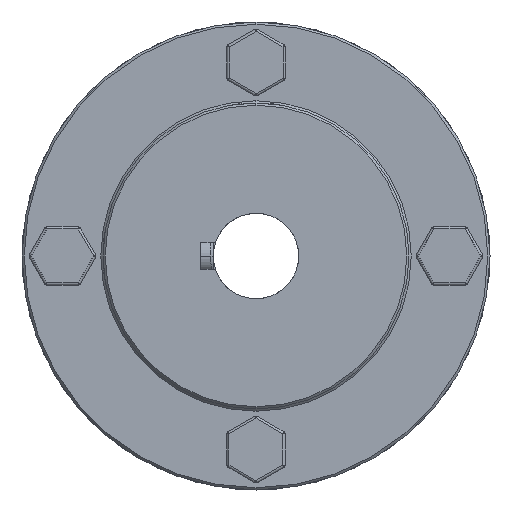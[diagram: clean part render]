
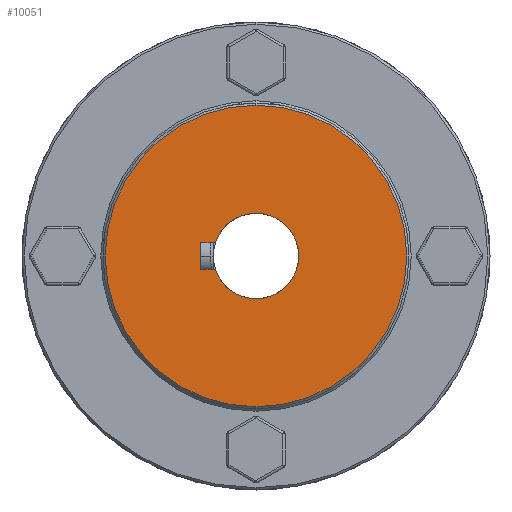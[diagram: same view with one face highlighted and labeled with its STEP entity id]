
A CAD part, left-side view. The second image highlights one B-rep face of the part: STEP entity #10051.
In plain terms, the highlighted planar face has unit normal (-1, 0, 0).
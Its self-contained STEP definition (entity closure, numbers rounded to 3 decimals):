
#203 = AXIS2_PLACEMENT_3D ( 'NONE', #1913, #1921, #1922 ) ;
#429 = AXIS2_PLACEMENT_3D ( 'NONE', #4293, #4303, #4304 ) ;
#438 = AXIS2_PLACEMENT_3D ( 'NONE', #4360, #4367, #4368 ) ;
#1504 = CIRCLE ( 'NONE', #203, 33.5 ) ;
#1913 = CARTESIAN_POINT ( 'NONE',  ( -40., 0., 0. ) ) ;
#1921 = DIRECTION ( 'NONE',  ( -1., 0., 0. ) ) ;
#1922 = DIRECTION ( 'NONE',  ( 0., 0., 1. ) ) ;
#2926 = CARTESIAN_POINT ( 'NONE',  ( -40., 9.014, 3. ) ) ;
#2930 = CARTESIAN_POINT ( 'NONE',  ( -40., 12.3, 3. ) ) ;
#2932 = CARTESIAN_POINT ( 'NONE',  ( -40., 12.3, -3. ) ) ;
#3598 = CIRCLE ( 'NONE', #429, 9.5 ) ;
#3606 = LINE ( 'NONE', #4325, #3607 ) ;
#3607 = VECTOR ( 'NONE', #4326, 1000. ) ;
#3613 = LINE ( 'NONE', #4329, #3614 ) ;
#3614 = VECTOR ( 'NONE', #4330, 1000. ) ;
#3630 = LINE ( 'NONE', #4351, #3631 ) ;
#3631 = VECTOR ( 'NONE', #4352, 1000. ) ;
#3641 = CIRCLE ( 'NONE', #438, 33.5 ) ;
#4293 = CARTESIAN_POINT ( 'NONE',  ( -40., 0., 0. ) ) ;
#4303 = DIRECTION ( 'NONE',  ( 1., 0., 0. ) ) ;
#4304 = DIRECTION ( 'NONE',  ( 0., 0., -1. ) ) ;
#4325 = CARTESIAN_POINT ( 'NONE',  ( -40., 9.014, 3. ) ) ;
#4326 = DIRECTION ( 'NONE',  ( 0., -1., 0. ) ) ;
#4329 = CARTESIAN_POINT ( 'NONE',  ( -40., 9.014, -3. ) ) ;
#4330 = DIRECTION ( 'NONE',  ( 0., 1., 0. ) ) ;
#4351 = CARTESIAN_POINT ( 'NONE',  ( -40., 12.3, 3. ) ) ;
#4352 = DIRECTION ( 'NONE',  ( 0., 0., 1. ) ) ;
#4360 = CARTESIAN_POINT ( 'NONE',  ( -40., 0., 0. ) ) ;
#4367 = DIRECTION ( 'NONE',  ( -1., 0., 0. ) ) ;
#4368 = DIRECTION ( 'NONE',  ( 0., 0., 1. ) ) ;
#9799 = VERTEX_POINT ( 'NONE', #16852 ) ;
#9804 = VERTEX_POINT ( 'NONE', #16857 ) ;
#9805 = VERTEX_POINT ( 'NONE', #16858 ) ;
#9820 = VERTEX_POINT ( 'NONE', #16873 ) ;
#9821 = VERTEX_POINT ( 'NONE', #16874 ) ;
#9837 = EDGE_CURVE ( 'NONE', #9805, #9804, #16761, .T. ) ;
#9844 = EDGE_CURVE ( 'NONE', #9804, #9799, #16771, .T. ) ;
#10051 = ADVANCED_FACE ( 'NONE', ( #17483, #17489 ), #18292, .T. ) ;
#10426 = EDGE_CURVE ( 'NONE', #9821, #9820, #1504, .T. ) ;
#10958 = EDGE_LOOP ( 'NONE', ( #13332, #13333, #13334, #13335, #13336, #13337 ) ) ;
#10972 = EDGE_LOOP ( 'NONE', ( #13330, #13331 ) ) ;
#11227 = VERTEX_POINT ( 'NONE', #2926 ) ;
#11231 = VERTEX_POINT ( 'NONE', #2930 ) ;
#11233 = VERTEX_POINT ( 'NONE', #2932 ) ;
#11990 = EDGE_CURVE ( 'NONE', #11227, #9805, #3598, .T. ) ;
#11999 = EDGE_CURVE ( 'NONE', #11231, #11227, #3606, .T. ) ;
#12001 = EDGE_CURVE ( 'NONE', #9799, #11233, #3613, .T. ) ;
#12011 = EDGE_CURVE ( 'NONE', #11233, #11231, #3630, .T. ) ;
#12017 = EDGE_CURVE ( 'NONE', #9820, #9821, #3641, .T. ) ;
#13330 = ORIENTED_EDGE ( 'NONE', *, *, #12017, .T. ) ;
#13331 = ORIENTED_EDGE ( 'NONE', *, *, #10426, .T. ) ;
#13332 = ORIENTED_EDGE ( 'NONE', *, *, #12011, .T. ) ;
#13333 = ORIENTED_EDGE ( 'NONE', *, *, #11999, .T. ) ;
#13334 = ORIENTED_EDGE ( 'NONE', *, *, #11990, .T. ) ;
#13335 = ORIENTED_EDGE ( 'NONE', *, *, #9837, .T. ) ;
#13336 = ORIENTED_EDGE ( 'NONE', *, *, #9844, .T. ) ;
#13337 = ORIENTED_EDGE ( 'NONE', *, *, #12001, .T. ) ;
#15675 = AXIS2_PLACEMENT_3D ( 'NONE', #16896, #16932, #16933 ) ;
#15680 = AXIS2_PLACEMENT_3D ( 'NONE', #16964, #16965, #16966 ) ;
#15876 = AXIS2_PLACEMENT_3D ( 'NONE', #18293, #18298, #18299 ) ;
#16761 = CIRCLE ( 'NONE', #15675, 9.5 ) ;
#16771 = CIRCLE ( 'NONE', #15680, 9.5 ) ;
#16852 = CARTESIAN_POINT ( 'NONE',  ( -40., 9.014, -3. ) ) ;
#16857 = CARTESIAN_POINT ( 'NONE',  ( -40., 0., -9.5 ) ) ;
#16858 = CARTESIAN_POINT ( 'NONE',  ( -40., 0., 9.5 ) ) ;
#16873 = CARTESIAN_POINT ( 'NONE',  ( -40., 0., -33.5 ) ) ;
#16874 = CARTESIAN_POINT ( 'NONE',  ( -40., 0., 33.5 ) ) ;
#16896 = CARTESIAN_POINT ( 'NONE',  ( -40., 0., 0. ) ) ;
#16932 = DIRECTION ( 'NONE',  ( 1., 0., 0. ) ) ;
#16933 = DIRECTION ( 'NONE',  ( 0., 0., -1. ) ) ;
#16964 = CARTESIAN_POINT ( 'NONE',  ( -40., 0., 0. ) ) ;
#16965 = DIRECTION ( 'NONE',  ( 1., 0., 0. ) ) ;
#16966 = DIRECTION ( 'NONE',  ( 0., 0., -1. ) ) ;
#17483 = FACE_OUTER_BOUND ( 'NONE', #10972, .T. ) ;
#17489 = FACE_BOUND ( 'NONE', #10958, .T. ) ;
#18292 = PLANE ( 'NONE',  #15876 ) ;
#18293 = CARTESIAN_POINT ( 'NONE',  ( -40., 34., 0. ) ) ;
#18298 = DIRECTION ( 'NONE',  ( -1., 0., 0. ) ) ;
#18299 = DIRECTION ( 'NONE',  ( 0., 0., 1. ) ) ;
